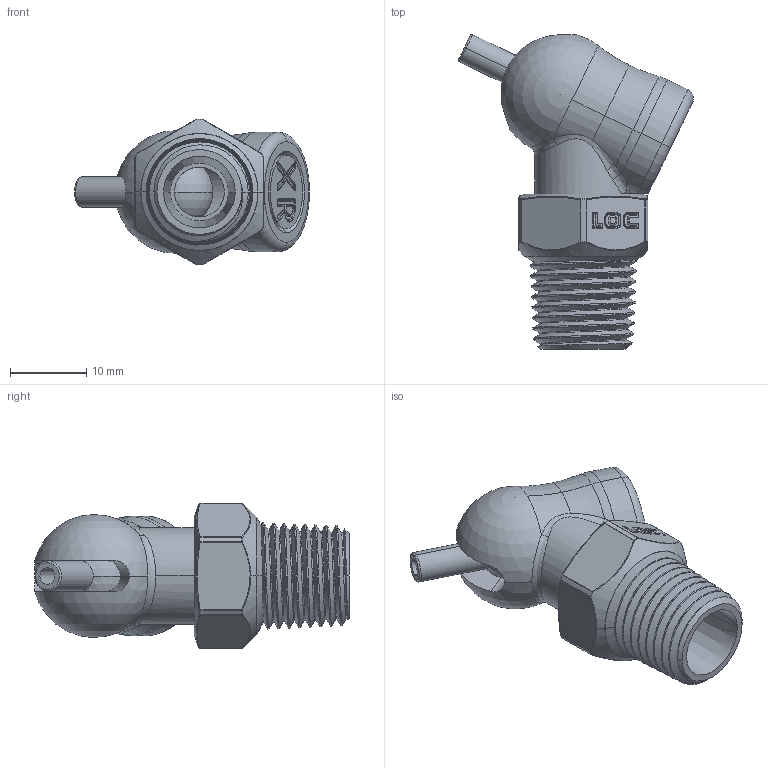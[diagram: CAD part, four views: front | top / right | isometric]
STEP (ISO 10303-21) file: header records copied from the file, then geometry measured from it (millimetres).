
FILE_DESCRIPTION (( 'STEP AP214' ), '1' );
FILE_NAME ('XR 086 X .250X 1-4.STEP', '2014-11-24T16:15:15', ( '' ), ( '' ), 'SwSTEP 2.0', 'SolidWorks 2012', '' );
FILE_SCHEMA (( 'AUTOMOTIVE_DESIGN' ));
Length unit declared in the file: inch
Products named in the file (5): NPT-1-4-Part-size; XR Plug; XR Turret_Standard; XRNozzle_.117X.500; XR 086 X .250X 1-4
Assembly tree (4 placements, depth 2):
  XR 086 X .250X 1-4
    XRNozzle_.117X.500
    XR Turret_Standard
    XR Plug
    NPT-1-4-Part-size
Bounding box: 30.72 x 41.2 x 19.09 mm (x, y, z)
Volume: 6035.9 mm3; surface area: 5059.2 mm2
Topology: 4 solids, 4 shells, 500 faces, 1162 edges, 670 vertices
Faces by surface type: cylinder 174, plane 126, bspline 58, cone 52, torus 47, sphere 43
Entity records: 18989 total; most frequent: CARTESIAN_POINT 8157, ORIENTED_EDGE 2276, DIRECTION 2174, EDGE_CURVE 1138, AXIS2_PLACEMENT_3D 830, VERTEX_POINT 661, EDGE_LOOP 521, VECTOR 514
